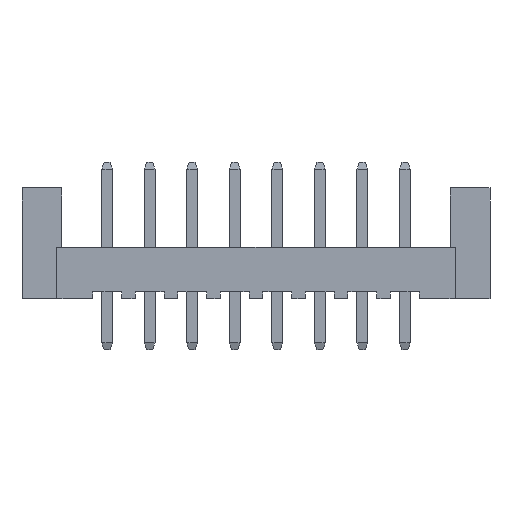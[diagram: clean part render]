
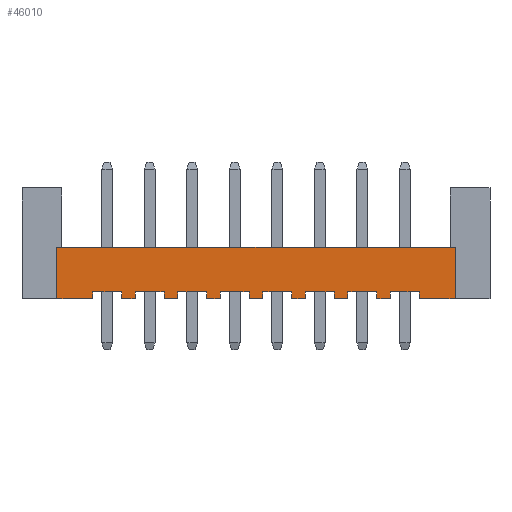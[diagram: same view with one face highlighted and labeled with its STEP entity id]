
A CAD part, front view. The second image highlights one B-rep face of the part: STEP entity #46010.
In plain terms, the highlighted planar face has unit normal (0, -1, 0).
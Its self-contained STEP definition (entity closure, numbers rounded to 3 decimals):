
#100=CARTESIAN_POINT('',(25.45,0.,0.));
#110=VERTEX_POINT('',#100);
#160=CARTESIAN_POINT('',(25.45,0.,0.));
#170=DIRECTION('',(0.,0.,1.));
#180=VECTOR('',#170,1.);
#190=LINE('',#160,#180);
#200=CARTESIAN_POINT('',(25.45,0.,3.));
#210=VERTEX_POINT('',#200);
#220=EDGE_CURVE('',#110,#210,#190,.T.);
#1500=CARTESIAN_POINT('',(4.15,0.,0.4));
#1510=VERTEX_POINT('',#1500);
#1540=CARTESIAN_POINT('',(0.,0.,0.4));
#1550=DIRECTION('',(-1.,0.,0.));
#1560=VECTOR('',#1550,1.);
#1570=LINE('',#1540,#1560);
#1580=CARTESIAN_POINT('',(5.85,0.,0.4));
#1590=VERTEX_POINT('',#1580);
#1600=EDGE_CURVE('',#1590,#1510,#1570,.T.);
#3980=CARTESIAN_POINT('',(6.65,0.,0.));
#3990=VERTEX_POINT('',#3980);
#4140=CARTESIAN_POINT('',(5.85,0.,0.));
#4150=VERTEX_POINT('',#4140);
#4180=CARTESIAN_POINT('',(15.,0.,0.));
#4190=DIRECTION('',(-1.,0.,0.));
#4200=VECTOR('',#4190,1.);
#4210=LINE('',#4180,#4200);
#4220=EDGE_CURVE('',#3990,#4150,#4210,.T.);
#4400=CARTESIAN_POINT('',(5.85,0.,0.));
#4410=DIRECTION('',(0.,0.,1.));
#4420=VECTOR('',#4410,1.);
#4430=LINE('',#4400,#4420);
#4440=EDGE_CURVE('',#4150,#1590,#4430,.T.);
#5380=CARTESIAN_POINT('',(4.15,0.,0.));
#5390=VERTEX_POINT('',#5380);
#5420=CARTESIAN_POINT('',(4.15,0.,0.));
#5430=DIRECTION('',(0.,0.,-1.));
#5440=VECTOR('',#5430,1.);
#5450=LINE('',#5420,#5440);
#5460=EDGE_CURVE('',#1510,#5390,#5450,.T.);
#5890=CARTESIAN_POINT('',(2.05,0.,0.));
#5900=VERTEX_POINT('',#5890);
#5930=CARTESIAN_POINT('',(15.,0.,0.));
#5940=DIRECTION('',(-1.,0.,0.));
#5950=VECTOR('',#5940,1.);
#5960=LINE('',#5930,#5950);
#5970=EDGE_CURVE('',#5390,#5900,#5960,.T.);
#6200=CARTESIAN_POINT('',(2.05,0.,3.));
#6210=VERTEX_POINT('',#6200);
#6240=CARTESIAN_POINT('',(2.05,0.,0.));
#6250=DIRECTION('',(0.,0.,1.));
#6260=VECTOR('',#6250,1.);
#6270=LINE('',#6240,#6260);
#6280=EDGE_CURVE('',#5900,#6210,#6270,.T.);
#13220=CARTESIAN_POINT('',(6.65,0.,0.));
#13230=DIRECTION('',(0.,0.,-1.));
#13240=VECTOR('',#13230,1.);
#13250=LINE('',#13220,#13240);
#13260=CARTESIAN_POINT('',(6.65,0.,0.4));
#13270=VERTEX_POINT('',#13260);
#13280=EDGE_CURVE('',#13270,#3990,#13250,.T.);
#14060=CARTESIAN_POINT('',(8.35,0.,0.4));
#14070=VERTEX_POINT('',#14060);
#14100=CARTESIAN_POINT('',(8.35,0.,0.));
#14110=DIRECTION('',(0.,0.,-1.));
#14120=VECTOR('',#14110,1.);
#14130=LINE('',#14100,#14120);
#14140=CARTESIAN_POINT('',(8.35,0.,0.));
#14150=VERTEX_POINT('',#14140);
#14160=EDGE_CURVE('',#14070,#14150,#14130,.T.);
#14510=CARTESIAN_POINT('',(0.,0.,0.4));
#14520=DIRECTION('',(-1.,0.,0.));
#14530=VECTOR('',#14520,1.);
#14540=LINE('',#14510,#14530);
#14550=EDGE_CURVE('',#14070,#13270,#14540,.T.);
#15240=CARTESIAN_POINT('',(10.85,0.,0.4));
#15250=VERTEX_POINT('',#15240);
#15280=CARTESIAN_POINT('',(10.85,0.,0.));
#15290=DIRECTION('',(0.,0.,-1.));
#15300=VECTOR('',#15290,1.);
#15310=LINE('',#15280,#15300);
#15320=CARTESIAN_POINT('',(10.85,0.,0.));
#15330=VERTEX_POINT('',#15320);
#15340=EDGE_CURVE('',#15250,#15330,#15310,.T.);
#15900=CARTESIAN_POINT('',(9.15,0.,0.4));
#15910=VERTEX_POINT('',#15900);
#15940=CARTESIAN_POINT('',(2.5,0.,0.4));
#15950=DIRECTION('',(-1.,0.,0.));
#15960=VECTOR('',#15950,1.);
#15970=LINE('',#15940,#15960);
#15980=EDGE_CURVE('',#15250,#15910,#15970,.T.);
#16160=CARTESIAN_POINT('',(17.5,0.,0.));
#16170=DIRECTION('',(-1.,0.,0.));
#16180=VECTOR('',#16170,1.);
#16190=LINE('',#16160,#16180);
#16200=CARTESIAN_POINT('',(9.15,0.,0.));
#16210=VERTEX_POINT('',#16200);
#16220=EDGE_CURVE('',#16210,#14150,#16190,.T.);
#16470=CARTESIAN_POINT('',(9.15,0.,0.));
#16480=DIRECTION('',(0.,0.,-1.));
#16490=VECTOR('',#16480,1.);
#16500=LINE('',#16470,#16490);
#16510=EDGE_CURVE('',#15910,#16210,#16500,.T.);
#18730=CARTESIAN_POINT('',(20.,0.,0.));
#18740=DIRECTION('',(-1.,0.,0.));
#18750=VECTOR('',#18740,1.);
#18760=LINE('',#18730,#18750);
#18770=CARTESIAN_POINT('',(11.65,0.,0.));
#18780=VERTEX_POINT('',#18770);
#18790=EDGE_CURVE('',#18780,#15330,#18760,.T.);
#29440=CARTESIAN_POINT('',(13.35,0.,0.4));
#29450=VERTEX_POINT('',#29440);
#29480=CARTESIAN_POINT('',(13.35,0.,0.));
#29490=DIRECTION('',(0.,0.,-1.));
#29500=VECTOR('',#29490,1.);
#29510=LINE('',#29480,#29500);
#29520=CARTESIAN_POINT('',(13.35,0.,0.));
#29530=VERTEX_POINT('',#29520);
#29540=EDGE_CURVE('',#29450,#29530,#29510,.T.);
#29710=CARTESIAN_POINT('',(11.65,0.,0.));
#29720=DIRECTION('',(0.,0.,-1.));
#29730=VECTOR('',#29720,1.);
#29740=LINE('',#29710,#29730);
#29750=CARTESIAN_POINT('',(11.65,0.,0.4));
#29760=VERTEX_POINT('',#29750);
#29770=EDGE_CURVE('',#29760,#18780,#29740,.T.);
#30290=CARTESIAN_POINT('',(5.,0.,0.4));
#30300=DIRECTION('',(-1.,0.,0.));
#30310=VECTOR('',#30300,1.);
#30320=LINE('',#30290,#30310);
#30330=EDGE_CURVE('',#29450,#29760,#30320,.T.);
#30810=CARTESIAN_POINT('',(15.85,0.,0.4));
#30820=VERTEX_POINT('',#30810);
#30850=CARTESIAN_POINT('',(15.85,0.,0.));
#30860=DIRECTION('',(0.,0.,-1.));
#30870=VECTOR('',#30860,1.);
#30880=LINE('',#30850,#30870);
#30890=CARTESIAN_POINT('',(15.85,0.,0.));
#30900=VERTEX_POINT('',#30890);
#30910=EDGE_CURVE('',#30820,#30900,#30880,.T.);
#31450=CARTESIAN_POINT('',(14.15,0.,0.4));
#31460=VERTEX_POINT('',#31450);
#31490=CARTESIAN_POINT('',(7.5,0.,0.4));
#31500=DIRECTION('',(-1.,0.,0.));
#31510=VECTOR('',#31500,1.);
#31520=LINE('',#31490,#31510);
#31530=EDGE_CURVE('',#30820,#31460,#31520,.T.);
#31660=CARTESIAN_POINT('',(22.5,0.,0.));
#31670=DIRECTION('',(-1.,0.,0.));
#31680=VECTOR('',#31670,1.);
#31690=LINE('',#31660,#31680);
#31700=CARTESIAN_POINT('',(14.15,0.,0.));
#31710=VERTEX_POINT('',#31700);
#31720=EDGE_CURVE('',#31710,#29530,#31690,.T.);
#31900=CARTESIAN_POINT('',(14.15,0.,0.));
#31910=DIRECTION('',(0.,0.,-1.));
#31920=VECTOR('',#31910,1.);
#31930=LINE('',#31900,#31920);
#31940=EDGE_CURVE('',#31460,#31710,#31930,.T.);
#34110=CARTESIAN_POINT('',(7.5,0.,0.));
#34120=DIRECTION('',(1.,0.,0.));
#34130=VECTOR('',#34120,1.);
#34140=LINE('',#34110,#34130);
#34150=CARTESIAN_POINT('',(16.65,0.,0.));
#34160=VERTEX_POINT('',#34150);
#34170=EDGE_CURVE('',#30900,#34160,#34140,.T.);
#43520=CARTESIAN_POINT('',(17.5,0.,3.));
#43530=DIRECTION('',(-1.,0.,0.));
#43540=VECTOR('',#43530,1.);
#43550=LINE('',#43520,#43540);
#43560=EDGE_CURVE('',#210,#6210,#43550,.T.);
#44010=CARTESIAN_POINT('',(18.35,0.,0.4));
#44020=VERTEX_POINT('',#44010);
#44050=CARTESIAN_POINT('',(18.35,0.,0.));
#44060=DIRECTION('',(0.,0.,-1.));
#44070=VECTOR('',#44060,1.);
#44080=LINE('',#44050,#44070);
#44090=CARTESIAN_POINT('',(18.35,0.,0.));
#44100=VERTEX_POINT('',#44090);
#44110=EDGE_CURVE('',#44020,#44100,#44080,.T.);
#44280=CARTESIAN_POINT('',(16.65,0.,0.));
#44290=DIRECTION('',(0.,0.,-1.));
#44300=VECTOR('',#44290,1.);
#44310=LINE('',#44280,#44300);
#44320=CARTESIAN_POINT('',(16.65,0.,0.4));
#44330=VERTEX_POINT('',#44320);
#44340=EDGE_CURVE('',#44330,#34160,#44310,.T.);
#44860=CARTESIAN_POINT('',(10.,0.,0.4));
#44870=DIRECTION('',(-1.,0.,0.));
#44880=VECTOR('',#44870,1.);
#44890=LINE('',#44860,#44880);
#44900=EDGE_CURVE('',#44020,#44330,#44890,.T.);
#44970=CARTESIAN_POINT('',(12.5,0.,0.));
#44980=DIRECTION('',(-0.,1.,0.));
#44990=DIRECTION('',(1.,0.,0.));
#45000=AXIS2_PLACEMENT_3D('',#44970,#44980,#44990);
#45010=PLANE('',#45000);
#45020=CARTESIAN_POINT('',(19.15,0.,0.));
#45030=DIRECTION('',(0.,0.,-1.));
#45040=VECTOR('',#45030,1.);
#45050=LINE('',#45020,#45040);
#45060=CARTESIAN_POINT('',(19.15,0.,0.4));
#45070=VERTEX_POINT('',#45060);
#45080=CARTESIAN_POINT('',(19.15,0.,0.));
#45090=VERTEX_POINT('',#45080);
#45100=EDGE_CURVE('',#45070,#45090,#45050,.T.);
#45110=ORIENTED_EDGE('',*,*,#45100,.F.);
#45120=CARTESIAN_POINT('',(27.5,0.,0.));
#45130=DIRECTION('',(-1.,0.,0.));
#45140=VECTOR('',#45130,1.);
#45150=LINE('',#45120,#45140);
#45160=EDGE_CURVE('',#45090,#44100,#45150,.T.);
#45170=ORIENTED_EDGE('',*,*,#45160,.F.);
#45180=ORIENTED_EDGE('',*,*,#44110,.T.);
#45190=ORIENTED_EDGE('',*,*,#44900,.F.);
#45200=ORIENTED_EDGE('',*,*,#44340,.F.);
#45210=ORIENTED_EDGE('',*,*,#34170,.T.);
#45220=ORIENTED_EDGE('',*,*,#30910,.T.);
#45230=ORIENTED_EDGE('',*,*,#31530,.F.);
#45240=ORIENTED_EDGE('',*,*,#31940,.F.);
#45250=ORIENTED_EDGE('',*,*,#31720,.F.);
#45260=ORIENTED_EDGE('',*,*,#29540,.T.);
#45270=ORIENTED_EDGE('',*,*,#30330,.F.);
#45280=ORIENTED_EDGE('',*,*,#29770,.F.);
#45290=ORIENTED_EDGE('',*,*,#18790,.F.);
#45300=ORIENTED_EDGE('',*,*,#15340,.T.);
#45310=ORIENTED_EDGE('',*,*,#15980,.F.);
#45320=ORIENTED_EDGE('',*,*,#16510,.F.);
#45330=ORIENTED_EDGE('',*,*,#16220,.F.);
#45340=ORIENTED_EDGE('',*,*,#14160,.T.);
#45350=ORIENTED_EDGE('',*,*,#14550,.F.);
#45360=ORIENTED_EDGE('',*,*,#13280,.F.);
#45370=ORIENTED_EDGE('',*,*,#4220,.F.);
#45380=ORIENTED_EDGE('',*,*,#4440,.F.);
#45390=ORIENTED_EDGE('',*,*,#1600,.F.);
#45400=ORIENTED_EDGE('',*,*,#5460,.F.);
#45410=ORIENTED_EDGE('',*,*,#5970,.F.);
#45420=ORIENTED_EDGE('',*,*,#6280,.F.);
#45430=ORIENTED_EDGE('',*,*,#43560,.T.);
#45440=ORIENTED_EDGE('',*,*,#220,.T.);
#45450=CARTESIAN_POINT('',(12.5,0.,0.));
#45460=DIRECTION('',(1.,0.,0.));
#45470=VECTOR('',#45460,1.);
#45480=LINE('',#45450,#45470);
#45490=CARTESIAN_POINT('',(23.35,0.,0.));
#45500=VERTEX_POINT('',#45490);
#45510=EDGE_CURVE('',#45500,#110,#45480,.T.);
#45520=ORIENTED_EDGE('',*,*,#45510,.T.);
#45530=CARTESIAN_POINT('',(23.35,0.,0.));
#45540=DIRECTION('',(0.,0.,-1.));
#45550=VECTOR('',#45540,1.);
#45560=LINE('',#45530,#45550);
#45570=CARTESIAN_POINT('',(23.35,0.,0.4));
#45580=VERTEX_POINT('',#45570);
#45590=EDGE_CURVE('',#45580,#45500,#45560,.T.);
#45600=ORIENTED_EDGE('',*,*,#45590,.T.);
#45610=CARTESIAN_POINT('',(27.5,0.,0.4));
#45620=DIRECTION('',(1.,0.,0.));
#45630=VECTOR('',#45620,1.);
#45640=LINE('',#45610,#45630);
#45650=CARTESIAN_POINT('',(21.65,0.,0.4));
#45660=VERTEX_POINT('',#45650);
#45670=EDGE_CURVE('',#45660,#45580,#45640,.T.);
#45680=ORIENTED_EDGE('',*,*,#45670,.T.);
#45690=CARTESIAN_POINT('',(21.65,0.,0.));
#45700=DIRECTION('',(0.,0.,1.));
#45710=VECTOR('',#45700,1.);
#45720=LINE('',#45690,#45710);
#45730=CARTESIAN_POINT('',(21.65,0.,0.));
#45740=VERTEX_POINT('',#45730);
#45750=EDGE_CURVE('',#45740,#45660,#45720,.T.);
#45760=ORIENTED_EDGE('',*,*,#45750,.T.);
#45770=CARTESIAN_POINT('',(12.5,0.,0.));
#45780=DIRECTION('',(1.,0.,0.));
#45790=VECTOR('',#45780,1.);
#45800=LINE('',#45770,#45790);
#45810=CARTESIAN_POINT('',(20.85,0.,0.));
#45820=VERTEX_POINT('',#45810);
#45830=EDGE_CURVE('',#45820,#45740,#45800,.T.);
#45840=ORIENTED_EDGE('',*,*,#45830,.T.);
#45850=CARTESIAN_POINT('',(20.85,0.,0.));
#45860=DIRECTION('',(0.,0.,-1.));
#45870=VECTOR('',#45860,1.);
#45880=LINE('',#45850,#45870);
#45890=CARTESIAN_POINT('',(20.85,0.,0.4));
#45900=VERTEX_POINT('',#45890);
#45910=EDGE_CURVE('',#45900,#45820,#45880,.T.);
#45920=ORIENTED_EDGE('',*,*,#45910,.T.);
#45930=CARTESIAN_POINT('',(12.5,0.,0.4));
#45940=DIRECTION('',(-1.,0.,0.));
#45950=VECTOR('',#45940,1.);
#45960=LINE('',#45930,#45950);
#45970=EDGE_CURVE('',#45900,#45070,#45960,.T.);
#45980=ORIENTED_EDGE('',*,*,#45970,.F.);
#45990=EDGE_LOOP('',(#45980,#45920,#45840,#45760,#45680,#45600,#45520,
#45440,#45430,#45420,#45410,#45400,#45390,#45380,#45370,#45360,#45350,
#45340,#45330,#45320,#45310,#45300,#45290,#45280,#45270,#45260,#45250,
#45240,#45230,#45220,#45210,#45200,#45190,#45180,#45170,#45110));
#46000=FACE_OUTER_BOUND('',#45990,.T.);
#46010=ADVANCED_FACE('',(#46000),#45010,.F.);
